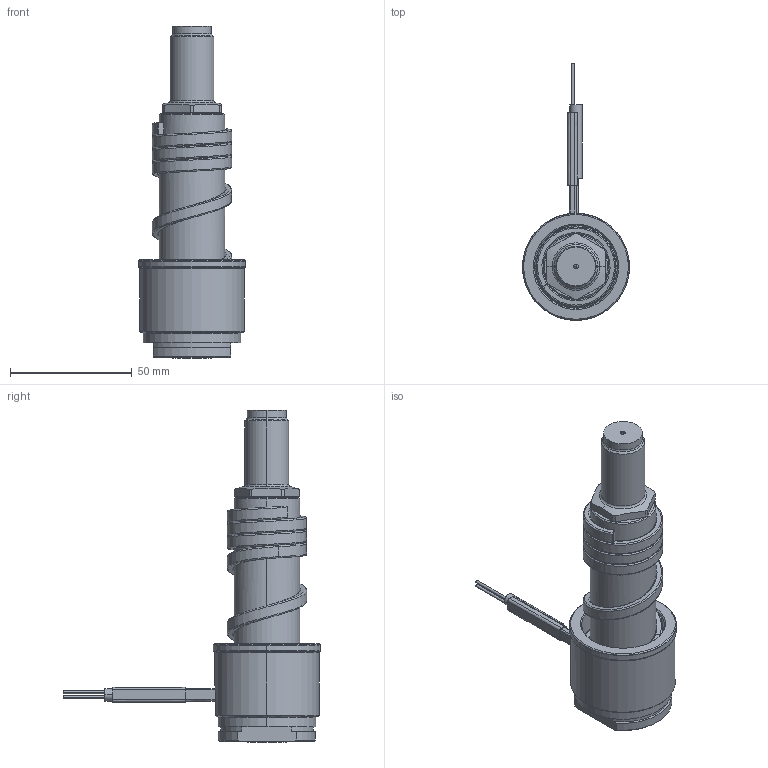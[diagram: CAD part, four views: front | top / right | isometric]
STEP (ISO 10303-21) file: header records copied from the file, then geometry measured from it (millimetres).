
FILE_DESCRIPTION((''),'2;1');
FILE_NAME('EL-116-BEV-N','2014-02-26T',('Íàòàëüÿ'),('IMID'),'PRO/ENGINEER BY PARAMETRIC TECHNOLOGY CORPORATION, 2010180','PRO/ENGINEER BY PARAMETRIC TECHNOLOGY CORPORATION, 2010180','');
FILE_SCHEMA(('CONFIG_CONTROL_DESIGN'));
Length unit declared in the file: millimetre
Products named in the file (1): EL-116-BEV-N
Bounding box: 44 x 105.5 x 136.3 mm (x, y, z)
Volume: 90539.5 mm3; surface area: 36805.6 mm2
Topology: 1 solids, 9 shells, 330 faces, 809 edges, 479 vertices
Faces by surface type: cylinder 109, cone 62, plane 54, bspline 53, torus 33, revolution 9, extrusion 8, sphere 2
Entity records: 16220 total; most frequent: CARTESIAN_POINT 8771, ORIENTED_EDGE 1574, DIRECTION 1480, EDGE_CURVE 799, AXIS2_PLACEMENT_3D 593, VERTEX_POINT 479, EDGE_LOOP 354, CIRCLE 332
